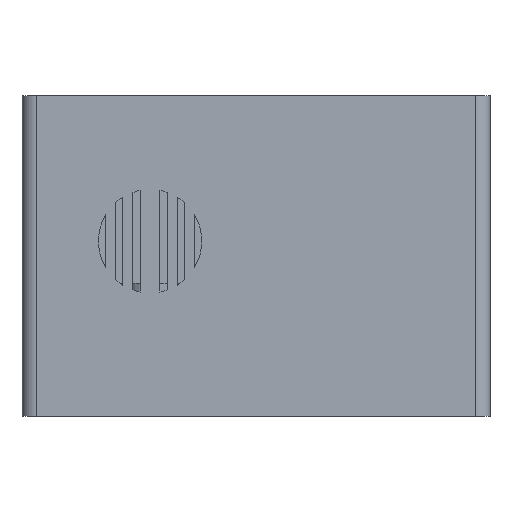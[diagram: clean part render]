
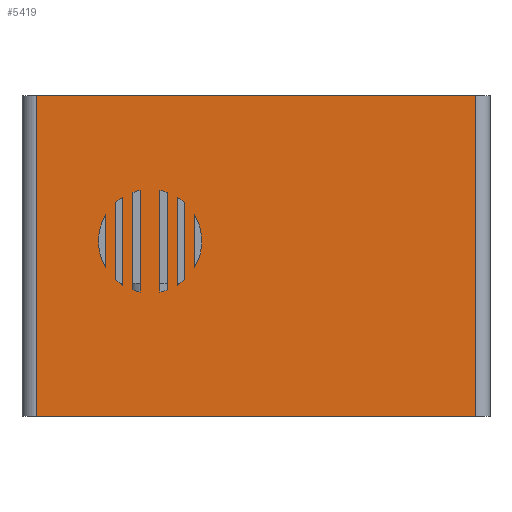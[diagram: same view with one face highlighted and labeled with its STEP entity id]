
A CAD part, left-side view. The second image highlights one B-rep face of the part: STEP entity #5419.
In plain terms, the highlighted planar face has unit normal (-1, 0, 0).
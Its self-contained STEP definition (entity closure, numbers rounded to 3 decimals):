
#63=FACE_BOUND('',#1119,.T.);
#64=FACE_BOUND('',#1120,.T.);
#65=FACE_BOUND('',#1121,.T.);
#66=FACE_BOUND('',#1122,.T.);
#67=FACE_BOUND('',#1123,.T.);
#68=FACE_BOUND('',#1124,.T.);
#267=PLANE('',#5863);
#457=CIRCLE('',#5829,10.5);
#458=CIRCLE('',#5832,10.5);
#459=CIRCLE('',#5836,10.5);
#460=CIRCLE('',#5838,10.5);
#461=CIRCLE('',#5841,10.5);
#462=CIRCLE('',#5845,10.5);
#463=CIRCLE('',#5848,10.5);
#464=CIRCLE('',#5850,10.5);
#465=CIRCLE('',#5853,10.5);
#466=CIRCLE('',#5856,10.5);
#798=FACE_OUTER_BOUND('',#1118,.T.);
#1118=EDGE_LOOP('',(#4799,#4800,#4801,#4802));
#1119=EDGE_LOOP('',(#4803,#4804,#4805,#4806));
#1120=EDGE_LOOP('',(#4807,#4808));
#1121=EDGE_LOOP('',(#4809,#4810,#4811,#4812));
#1122=EDGE_LOOP('',(#4813,#4814,#4815,#4816));
#1123=EDGE_LOOP('',(#4817,#4818,#4819,#4820));
#1124=EDGE_LOOP('',(#4821,#4822));
#1335=LINE('',#8110,#1895);
#1670=LINE('',#9145,#2230);
#1673=LINE('',#9152,#2233);
#1674=LINE('',#9156,#2234);
#1679=LINE('',#9169,#2239);
#1682=LINE('',#9176,#2242);
#1683=LINE('',#9180,#2243);
#1687=LINE('',#9189,#2247);
#1691=LINE('',#9201,#2251);
#1694=LINE('',#9208,#2254);
#1697=LINE('',#9216,#2257);
#1712=LINE('',#9247,#2272);
#1713=LINE('',#9251,#2273);
#1714=LINE('',#9252,#2274);
#1895=VECTOR('',#6347,10.);
#2230=VECTOR('',#7092,10.);
#2233=VECTOR('',#7101,10.);
#2234=VECTOR('',#7104,10.);
#2239=VECTOR('',#7119,10.);
#2242=VECTOR('',#7128,10.);
#2243=VECTOR('',#7131,10.);
#2247=VECTOR('',#7141,10.);
#2251=VECTOR('',#7155,10.);
#2254=VECTOR('',#7164,10.);
#2257=VECTOR('',#7173,10.);
#2272=VECTOR('',#7196,10.);
#2273=VECTOR('',#7201,10.);
#2274=VECTOR('',#7202,10.);
#2498=VERTEX_POINT('',#8107);
#2499=VERTEX_POINT('',#8109);
#2777=VERTEX_POINT('',#9138);
#2778=VERTEX_POINT('',#9139);
#2779=VERTEX_POINT('',#9144);
#2780=VERTEX_POINT('',#9148);
#2781=VERTEX_POINT('',#9154);
#2782=VERTEX_POINT('',#9155);
#2783=VERTEX_POINT('',#9162);
#2784=VERTEX_POINT('',#9163);
#2785=VERTEX_POINT('',#9168);
#2786=VERTEX_POINT('',#9172);
#2787=VERTEX_POINT('',#9178);
#2788=VERTEX_POINT('',#9179);
#2789=VERTEX_POINT('',#9184);
#2790=VERTEX_POINT('',#9188);
#2791=VERTEX_POINT('',#9194);
#2792=VERTEX_POINT('',#9195);
#2793=VERTEX_POINT('',#9200);
#2794=VERTEX_POINT('',#9204);
#2795=VERTEX_POINT('',#9210);
#2796=VERTEX_POINT('',#9211);
#2808=VERTEX_POINT('',#9246);
#2809=VERTEX_POINT('',#9250);
#3062=EDGE_CURVE('',#2498,#2499,#1335,.T.);
#3478=EDGE_CURVE('',#2777,#2778,#457,.T.);
#3481=EDGE_CURVE('',#2779,#2777,#1670,.T.);
#3483=EDGE_CURVE('',#2780,#2779,#458,.T.);
#3485=EDGE_CURVE('',#2778,#2780,#1673,.T.);
#3486=EDGE_CURVE('',#2781,#2782,#1674,.T.);
#3489=EDGE_CURVE('',#2782,#2781,#459,.T.);
#3490=EDGE_CURVE('',#2783,#2784,#460,.T.);
#3493=EDGE_CURVE('',#2785,#2783,#1679,.T.);
#3495=EDGE_CURVE('',#2786,#2785,#461,.T.);
#3497=EDGE_CURVE('',#2784,#2786,#1682,.T.);
#3498=EDGE_CURVE('',#2787,#2788,#1683,.T.);
#3501=EDGE_CURVE('',#2789,#2787,#462,.T.);
#3503=EDGE_CURVE('',#2790,#2789,#1687,.T.);
#3505=EDGE_CURVE('',#2788,#2790,#463,.T.);
#3506=EDGE_CURVE('',#2791,#2792,#464,.T.);
#3509=EDGE_CURVE('',#2793,#2791,#1691,.T.);
#3511=EDGE_CURVE('',#2794,#2793,#465,.T.);
#3513=EDGE_CURVE('',#2792,#2794,#1694,.T.);
#3514=EDGE_CURVE('',#2795,#2796,#466,.T.);
#3517=EDGE_CURVE('',#2796,#2795,#1697,.T.);
#3533=EDGE_CURVE('',#2808,#2499,#1712,.T.);
#3535=EDGE_CURVE('',#2809,#2498,#1713,.T.);
#3536=EDGE_CURVE('',#2809,#2808,#1714,.T.);
#4799=ORIENTED_EDGE('',*,*,#3533,.T.);
#4800=ORIENTED_EDGE('',*,*,#3062,.F.);
#4801=ORIENTED_EDGE('',*,*,#3535,.F.);
#4802=ORIENTED_EDGE('',*,*,#3536,.T.);
#4803=ORIENTED_EDGE('',*,*,#3478,.T.);
#4804=ORIENTED_EDGE('',*,*,#3485,.T.);
#4805=ORIENTED_EDGE('',*,*,#3483,.T.);
#4806=ORIENTED_EDGE('',*,*,#3481,.T.);
#4807=ORIENTED_EDGE('',*,*,#3486,.T.);
#4808=ORIENTED_EDGE('',*,*,#3489,.T.);
#4809=ORIENTED_EDGE('',*,*,#3490,.T.);
#4810=ORIENTED_EDGE('',*,*,#3497,.T.);
#4811=ORIENTED_EDGE('',*,*,#3495,.T.);
#4812=ORIENTED_EDGE('',*,*,#3493,.T.);
#4813=ORIENTED_EDGE('',*,*,#3498,.T.);
#4814=ORIENTED_EDGE('',*,*,#3505,.T.);
#4815=ORIENTED_EDGE('',*,*,#3503,.T.);
#4816=ORIENTED_EDGE('',*,*,#3501,.T.);
#4817=ORIENTED_EDGE('',*,*,#3506,.T.);
#4818=ORIENTED_EDGE('',*,*,#3513,.T.);
#4819=ORIENTED_EDGE('',*,*,#3511,.T.);
#4820=ORIENTED_EDGE('',*,*,#3509,.T.);
#4821=ORIENTED_EDGE('',*,*,#3514,.T.);
#4822=ORIENTED_EDGE('',*,*,#3517,.T.);
#5419=ADVANCED_FACE('',(#798,#63,#64,#65,#66,#67,#68),#267,.T.);
#5829=AXIS2_PLACEMENT_3D('',#9140,#7086,#7087);
#5832=AXIS2_PLACEMENT_3D('',#9149,#7096,#7097);
#5836=AXIS2_PLACEMENT_3D('',#9160,#7109,#7110);
#5838=AXIS2_PLACEMENT_3D('',#9164,#7113,#7114);
#5841=AXIS2_PLACEMENT_3D('',#9173,#7123,#7124);
#5845=AXIS2_PLACEMENT_3D('',#9185,#7136,#7137);
#5848=AXIS2_PLACEMENT_3D('',#9192,#7145,#7146);
#5850=AXIS2_PLACEMENT_3D('',#9196,#7149,#7150);
#5853=AXIS2_PLACEMENT_3D('',#9205,#7159,#7160);
#5856=AXIS2_PLACEMENT_3D('',#9212,#7167,#7168);
#5863=AXIS2_PLACEMENT_3D('',#9249,#7199,#7200);
#6347=DIRECTION('',(0.,1.,0.));
#7086=DIRECTION('center_axis',(1.,0.,0.));
#7087=DIRECTION('ref_axis',(0.,-1.,0.));
#7092=DIRECTION('',(0.,0.,1.));
#7096=DIRECTION('center_axis',(1.,0.,0.));
#7097=DIRECTION('ref_axis',(0.,-1.,0.));
#7101=DIRECTION('',(0.,0.,-1.));
#7104=DIRECTION('',(0.,0.,-1.));
#7109=DIRECTION('center_axis',(1.,0.,0.));
#7110=DIRECTION('ref_axis',(0.,-1.,0.));
#7113=DIRECTION('center_axis',(1.,0.,0.));
#7114=DIRECTION('ref_axis',(0.,-1.,0.));
#7119=DIRECTION('',(0.,0.,-1.));
#7123=DIRECTION('center_axis',(1.,0.,0.));
#7124=DIRECTION('ref_axis',(0.,-1.,0.));
#7128=DIRECTION('',(0.,0.,1.));
#7131=DIRECTION('',(0.,0.,-1.));
#7136=DIRECTION('center_axis',(1.,0.,0.));
#7137=DIRECTION('ref_axis',(0.,-1.,0.));
#7141=DIRECTION('',(0.,0.,1.));
#7145=DIRECTION('center_axis',(1.,0.,0.));
#7146=DIRECTION('ref_axis',(0.,-1.,0.));
#7149=DIRECTION('center_axis',(1.,0.,0.));
#7150=DIRECTION('ref_axis',(0.,-1.,0.));
#7155=DIRECTION('',(0.,0.,-1.));
#7159=DIRECTION('center_axis',(1.,0.,0.));
#7160=DIRECTION('ref_axis',(0.,-1.,0.));
#7164=DIRECTION('',(0.,0.,1.));
#7167=DIRECTION('center_axis',(1.,0.,0.));
#7168=DIRECTION('ref_axis',(0.,-1.,0.));
#7173=DIRECTION('',(0.,0.,1.));
#7196=DIRECTION('',(0.,0.,-1.));
#7199=DIRECTION('center_axis',(-1.,0.,0.));
#7200=DIRECTION('ref_axis',(0.,0.,1.));
#7201=DIRECTION('',(0.,0.,-1.));
#7202=DIRECTION('',(0.,1.,0.));
#8107=CARTESIAN_POINT('',(-76.316,-49.015,-26.5));
#8109=CARTESIAN_POINT('',(-76.316,39.985,-26.5));
#8110=CARTESIAN_POINT('',(-76.316,-49.015,-26.5));
#9138=CARTESIAN_POINT('',(-76.316,14.985,19.308));
#9139=CARTESIAN_POINT('',(-76.316,13.485,18.899));
#9140=CARTESIAN_POINT('Origin',(-76.316,16.985,9.));
#9144=CARTESIAN_POINT('',(-76.316,14.985,-1.308));
#9145=CARTESIAN_POINT('',(-76.316,14.985,6.096));
#9148=CARTESIAN_POINT('',(-76.316,13.485,-0.899));
#9149=CARTESIAN_POINT('Origin',(-76.316,16.985,9.));
#9152=CARTESIAN_POINT('',(-76.316,13.485,16.2));
#9154=CARTESIAN_POINT('',(-76.316,25.985,14.408));
#9155=CARTESIAN_POINT('',(-76.316,25.985,3.592));
#9156=CARTESIAN_POINT('',(-76.316,25.985,13.954));
#9160=CARTESIAN_POINT('Origin',(-76.316,16.985,9.));
#9162=CARTESIAN_POINT('',(-76.316,9.985,1.174));
#9163=CARTESIAN_POINT('',(-76.316,11.485,0.056));
#9164=CARTESIAN_POINT('Origin',(-76.316,16.985,9.));
#9168=CARTESIAN_POINT('',(-76.316,9.985,16.826));
#9169=CARTESIAN_POINT('',(-76.316,9.985,15.163));
#9172=CARTESIAN_POINT('',(-76.316,11.485,17.944));
#9173=CARTESIAN_POINT('Origin',(-76.316,16.985,9.));
#9176=CARTESIAN_POINT('',(-76.316,11.485,6.778));
#9178=CARTESIAN_POINT('',(-76.316,18.985,19.308));
#9179=CARTESIAN_POINT('',(-76.316,18.985,-1.308));
#9180=CARTESIAN_POINT('',(-76.316,18.985,16.404));
#9184=CARTESIAN_POINT('',(-76.316,20.485,18.899));
#9185=CARTESIAN_POINT('Origin',(-76.316,16.985,9.));
#9188=CARTESIAN_POINT('',(-76.316,20.485,-0.899));
#9189=CARTESIAN_POINT('',(-76.316,20.485,6.3));
#9192=CARTESIAN_POINT('Origin',(-76.316,16.985,9.));
#9194=CARTESIAN_POINT('',(-76.316,22.485,0.056));
#9195=CARTESIAN_POINT('',(-76.316,23.985,1.174));
#9196=CARTESIAN_POINT('Origin',(-76.316,16.985,9.));
#9200=CARTESIAN_POINT('',(-76.316,22.485,17.944));
#9201=CARTESIAN_POINT('',(-76.316,22.485,15.722));
#9204=CARTESIAN_POINT('',(-76.316,23.985,16.826));
#9205=CARTESIAN_POINT('Origin',(-76.316,16.985,9.));
#9208=CARTESIAN_POINT('',(-76.316,23.985,7.337));
#9210=CARTESIAN_POINT('',(-76.316,7.985,14.408));
#9211=CARTESIAN_POINT('',(-76.316,7.985,3.592));
#9212=CARTESIAN_POINT('Origin',(-76.316,16.985,9.));
#9216=CARTESIAN_POINT('',(-76.316,7.985,8.546));
#9246=CARTESIAN_POINT('',(-76.316,39.985,38.5));
#9247=CARTESIAN_POINT('',(-76.316,39.985,-11.5));
#9249=CARTESIAN_POINT('Origin',(-76.316,-4.515,13.5));
#9250=CARTESIAN_POINT('',(-76.316,-49.015,38.5));
#9251=CARTESIAN_POINT('',(-76.316,-49.015,-11.5));
#9252=CARTESIAN_POINT('',(-76.316,42.985,38.5));
